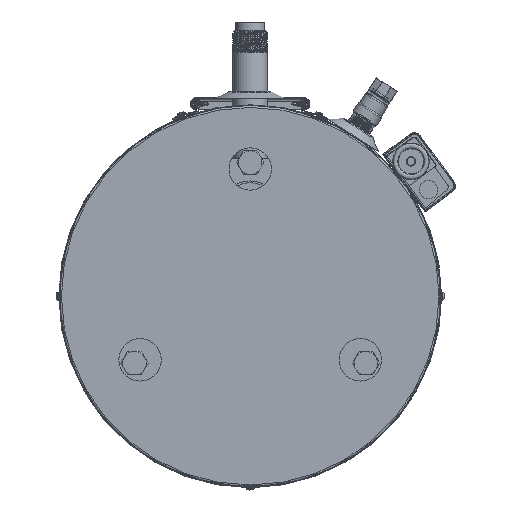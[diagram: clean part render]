
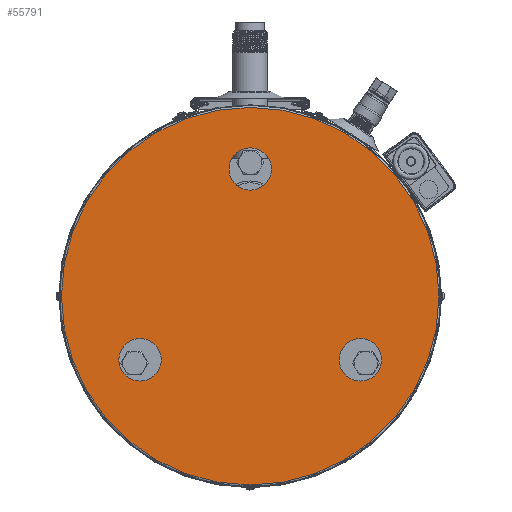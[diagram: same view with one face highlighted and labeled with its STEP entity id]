
A CAD part, front view. The second image highlights one B-rep face of the part: STEP entity #55791.
In plain terms, the highlighted planar face has unit normal (0, -1, 0).
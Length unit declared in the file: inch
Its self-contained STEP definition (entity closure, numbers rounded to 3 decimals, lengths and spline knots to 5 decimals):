
#1448 = EDGE_LOOP ( 'NONE', ( #33817 ) ) ;
#6211 = DIRECTION ( 'NONE',  ( -1., 0., 0. ) ) ;
#20307 = DIRECTION ( 'NONE',  ( 0., 1., 0. ) ) ;
#21409 = DIRECTION ( 'NONE',  ( 1., 0., 0. ) ) ;
#22321 = EDGE_CURVE ( 'NONE', #36265, #36265, #64259, .T. ) ;
#24298 = FACE_BOUND ( 'NONE', #106648, .T. ) ;
#25591 = DIRECTION ( 'NONE',  ( -1., 0., 0. ) ) ;
#26114 = VERTEX_POINT ( 'NONE', #58990 ) ;
#29209 = DIRECTION ( 'NONE',  ( 0., 1., 0. ) ) ;
#33817 = ORIENTED_EDGE ( 'NONE', *, *, #99359, .T. ) ;
#35803 = CARTESIAN_POINT ( 'NONE',  ( 4.19615, -0.53, -3. ) ) ;
#36265 = VERTEX_POINT ( 'NONE', #57789 ) ;
#38017 = CIRCLE ( 'NONE', #129993, 1. ) ;
#38377 = CARTESIAN_POINT ( 'NONE',  ( 0., -0.53, 6. ) ) ;
#44648 = AXIS2_PLACEMENT_3D ( 'NONE', #85160, #46412, #25591 ) ;
#45062 = AXIS2_PLACEMENT_3D ( 'NONE', #112486, #61625, #21409 ) ;
#46412 = DIRECTION ( 'NONE',  ( 0., 1., 0. ) ) ;
#50520 = AXIS2_PLACEMENT_3D ( 'NONE', #52579, #20307, #61225 ) ;
#52579 = CARTESIAN_POINT ( 'NONE',  ( 5.19615, -0.53, -3. ) ) ;
#53134 = EDGE_CURVE ( 'NONE', #115555, #115555, #71799, .T. ) ;
#53354 = ORIENTED_EDGE ( 'NONE', *, *, #110257, .T. ) ;
#55293 = ORIENTED_EDGE ( 'NONE', *, *, #53134, .T. ) ;
#55791 = ADVANCED_FACE ( 'NONE', ( #85816, #66423, #24298, #106598 ), #87769, .F. ) ;
#57789 = CARTESIAN_POINT ( 'NONE',  ( 8.905, -0.53, 0. ) ) ;
#58990 = CARTESIAN_POINT ( 'NONE',  ( -1., -0.53, 6. ) ) ;
#59875 = EDGE_LOOP ( 'NONE', ( #55293 ) ) ;
#61225 = DIRECTION ( 'NONE',  ( -1., 0., 0. ) ) ;
#61625 = DIRECTION ( 'NONE',  ( 0., -1., 0. ) ) ;
#64259 = CIRCLE ( 'NONE', #45062, 8.905 ) ;
#66221 = ORIENTED_EDGE ( 'NONE', *, *, #22321, .T. ) ;
#66423 = FACE_BOUND ( 'NONE', #1448, .T. ) ;
#71799 = CIRCLE ( 'NONE', #50520, 1. ) ;
#78424 = CARTESIAN_POINT ( 'NONE',  ( -6.19615, -0.53, -3. ) ) ;
#80046 = CARTESIAN_POINT ( 'NONE',  ( -5.19615, -0.53, -3. ) ) ;
#81671 = CIRCLE ( 'NONE', #115990, 1. ) ;
#85160 = CARTESIAN_POINT ( 'NONE',  ( 0., -0.53, 0. ) ) ;
#85816 = FACE_BOUND ( 'NONE', #59875, .T. ) ;
#87769 = PLANE ( 'NONE',  #44648 ) ;
#89127 = VERTEX_POINT ( 'NONE', #78424 ) ;
#94092 = DIRECTION ( 'NONE',  ( -1., 0., 0. ) ) ;
#95452 = EDGE_LOOP ( 'NONE', ( #66221 ) ) ;
#97916 = DIRECTION ( 'NONE',  ( 0., 1., 0. ) ) ;
#99359 = EDGE_CURVE ( 'NONE', #89127, #89127, #38017, .T. ) ;
#106598 = FACE_OUTER_BOUND ( 'NONE', #95452, .T. ) ;
#106648 = EDGE_LOOP ( 'NONE', ( #53354 ) ) ;
#110257 = EDGE_CURVE ( 'NONE', #26114, #26114, #81671, .T. ) ;
#112486 = CARTESIAN_POINT ( 'NONE',  ( 0., -0.53, 0. ) ) ;
#115555 = VERTEX_POINT ( 'NONE', #35803 ) ;
#115990 = AXIS2_PLACEMENT_3D ( 'NONE', #38377, #97916, #6211 ) ;
#129993 = AXIS2_PLACEMENT_3D ( 'NONE', #80046, #29209, #94092 ) ;
